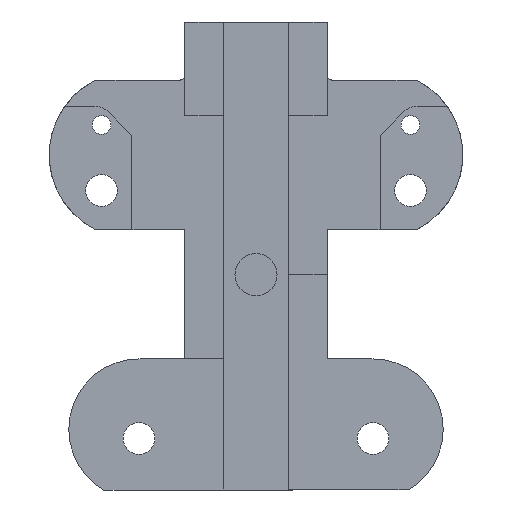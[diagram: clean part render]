
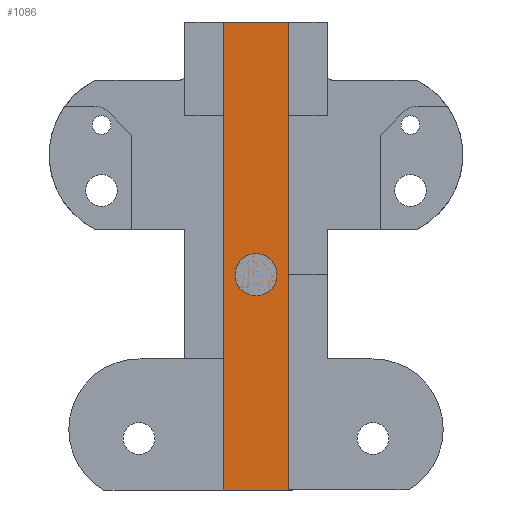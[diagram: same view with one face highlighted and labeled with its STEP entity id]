
A CAD part, front view. The second image highlights one B-rep face of the part: STEP entity #1086.
In plain terms, the highlighted planar face has unit normal (0, -1, 0).
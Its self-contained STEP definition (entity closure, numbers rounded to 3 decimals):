
#13 = DIRECTION ( 'NONE',  ( 0., 0., 1. ) ) ;
#182 = DIRECTION ( 'NONE',  ( 0., 0., 1. ) ) ;
#484 = VECTOR ( 'NONE', #13, 1000. ) ;
#594 = EDGE_CURVE ( 'NONE', #2551, #3014, #1759, .T. ) ;
#615 = CARTESIAN_POINT ( 'NONE',  ( 3.5, 7., 27. ) ) ;
#752 = EDGE_CURVE ( 'NONE', #830, #3014, #1853, .T. ) ;
#805 = ORIENTED_EDGE ( 'NONE', *, *, #2576, .F. ) ;
#830 = VERTEX_POINT ( 'NONE', #1751 ) ;
#959 = CARTESIAN_POINT ( 'NONE',  ( 3.5, 7., -23. ) ) ;
#1016 = AXIS2_PLACEMENT_3D ( 'NONE', #2948, #1115, #2118 ) ;
#1086 = ADVANCED_FACE ( 'NONE', ( #3207 ), #3522, .F. ) ;
#1115 = DIRECTION ( 'NONE',  ( 0., 1., 0. ) ) ;
#1177 = CARTESIAN_POINT ( 'NONE',  ( 3.5, 7., -23. ) ) ;
#1252 = VECTOR ( 'NONE', #182, 1000. ) ;
#1269 = DIRECTION ( 'NONE',  ( -1., 0., 0. ) ) ;
#1401 = LINE ( 'NONE', #1177, #484 ) ;
#1459 = VECTOR ( 'NONE', #3026, 1000. ) ;
#1538 = EDGE_CURVE ( 'NONE', #3621, #2551, #1401, .T. ) ;
#1624 = CARTESIAN_POINT ( 'NONE',  ( -3.5, 7., -23. ) ) ;
#1740 = ORIENTED_EDGE ( 'NONE', *, *, #752, .F. ) ;
#1751 = CARTESIAN_POINT ( 'NONE',  ( -3.5, 7., -23. ) ) ;
#1759 = LINE ( 'NONE', #3470, #1998 ) ;
#1853 = LINE ( 'NONE', #1624, #1252 ) ;
#1998 = VECTOR ( 'NONE', #1269, 1000. ) ;
#2011 = CARTESIAN_POINT ( 'NONE',  ( -3.5, 7., 27. ) ) ;
#2095 = ORIENTED_EDGE ( 'NONE', *, *, #1538, .T. ) ;
#2118 = DIRECTION ( 'NONE',  ( 0., 0., 1. ) ) ;
#2192 = ORIENTED_EDGE ( 'NONE', *, *, #594, .T. ) ;
#2551 = VERTEX_POINT ( 'NONE', #615 ) ;
#2574 = CARTESIAN_POINT ( 'NONE',  ( -3.5, 7., -23. ) ) ;
#2576 = EDGE_CURVE ( 'NONE', #3621, #830, #2790, .T. ) ;
#2790 = LINE ( 'NONE', #2574, #1459 ) ;
#2948 = CARTESIAN_POINT ( 'NONE',  ( -3.5, 7., -23. ) ) ;
#3014 = VERTEX_POINT ( 'NONE', #2011 ) ;
#3026 = DIRECTION ( 'NONE',  ( -1., 0., 0. ) ) ;
#3207 = FACE_OUTER_BOUND ( 'NONE', #3548, .T. ) ;
#3470 = CARTESIAN_POINT ( 'NONE',  ( -3.5, 7., 27. ) ) ;
#3522 = PLANE ( 'NONE',  #1016 ) ;
#3548 = EDGE_LOOP ( 'NONE', ( #1740, #805, #2095, #2192 ) ) ;
#3621 = VERTEX_POINT ( 'NONE', #959 ) ;
